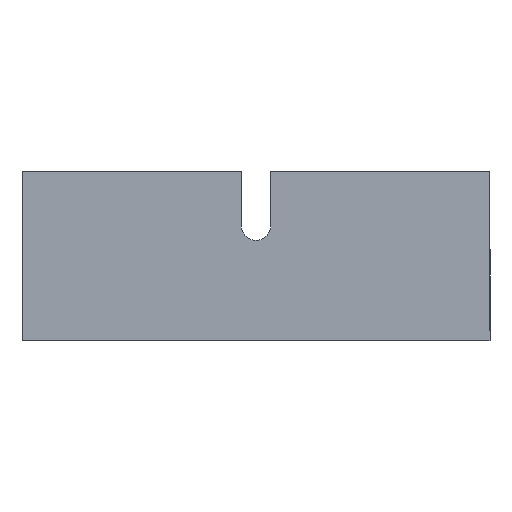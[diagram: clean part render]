
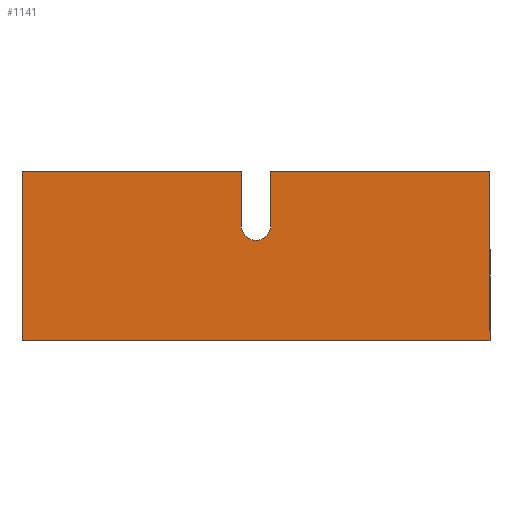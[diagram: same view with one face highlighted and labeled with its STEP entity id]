
A CAD part, front view. The second image highlights one B-rep face of the part: STEP entity #1141.
In plain terms, the highlighted face is planar.
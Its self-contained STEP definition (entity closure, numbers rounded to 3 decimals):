
#96 = DIRECTION ( 'NONE',  ( 0., 0., 1. ) ) ;
#149 = DIRECTION ( 'NONE',  ( 0., 1., 0. ) ) ;
#161 = EDGE_CURVE ( 'NONE', #1317, #2003, #1738, .T. ) ;
#182 = DIRECTION ( 'NONE',  ( 0., 0., 1. ) ) ;
#188 = CARTESIAN_POINT ( 'NONE',  ( -41.704, 576., 9.819 ) ) ;
#218 = CARTESIAN_POINT ( 'NONE',  ( -45., 576., 17.477 ) ) ;
#226 = VECTOR ( 'NONE', #96, 1000. ) ;
#228 = VECTOR ( 'NONE', #2196, 1000. ) ;
#240 = EDGE_CURVE ( 'NONE', #928, #755, #547, .T. ) ;
#253 = LINE ( 'NONE', #1665, #1121 ) ;
#256 = DIRECTION ( 'NONE',  ( 0., -1., 0. ) ) ;
#263 = FACE_OUTER_BOUND ( 'NONE', #2080, .T. ) ;
#429 = CARTESIAN_POINT ( 'NONE',  ( -48.296, 576., 2. ) ) ;
#439 = DIRECTION ( 'NONE',  ( -1., 0., 0. ) ) ;
#547 = LINE ( 'NONE', #1404, #920 ) ;
#558 = CARTESIAN_POINT ( 'NONE',  ( -48.296, 576., 12. ) ) ;
#615 = CARTESIAN_POINT ( 'NONE',  ( -48.296, 576., 14.181 ) ) ;
#623 = AXIS2_PLACEMENT_3D ( 'NONE', #1366, #256, #1739 ) ;
#632 = EDGE_CURVE ( 'NONE', #1527, #1317, #2392, .T. ) ;
#695 = CARTESIAN_POINT ( 'NONE',  ( -41.704, 576., 2. ) ) ;
#707 = EDGE_CURVE ( 'NONE', #1450, #1385, #1595, .T. ) ;
#755 = VERTEX_POINT ( 'NONE', #1917 ) ;
#841 = DIRECTION ( 'NONE',  ( 0., 0., -1. ) ) ;
#873 = VERTEX_POINT ( 'NONE', #429 ) ;
#898 = ORIENTED_EDGE ( 'NONE', *, *, #1615, .F. ) ;
#920 = VECTOR ( 'NONE', #2166, 1000. ) ;
#925 = AXIS2_PLACEMENT_3D ( 'NONE', #1278, #1474, #182 ) ;
#928 = VERTEX_POINT ( 'NONE', #695 ) ;
#953 = DIRECTION ( 'NONE',  ( 1., 0., 0. ) ) ;
#1007 = ORIENTED_EDGE ( 'NONE', *, *, #1827, .F. ) ;
#1045 = DIRECTION ( 'NONE',  ( 0., 0., 1. ) ) ;
#1076 = EDGE_CURVE ( 'NONE', #1527, #873, #2421, .T. ) ;
#1090 = LINE ( 'NONE', #188, #2230 ) ;
#1121 = VECTOR ( 'NONE', #2248, 1000. ) ;
#1131 = CARTESIAN_POINT ( 'NONE',  ( -97.5, 576., 40. ) ) ;
#1141 = ADVANCED_FACE ( 'NONE', ( #263 ), #2302, .F. ) ;
#1165 = CARTESIAN_POINT ( 'NONE',  ( -97.5, 576., 2. ) ) ;
#1278 = CARTESIAN_POINT ( 'NONE',  ( -45., 576., 14.181 ) ) ;
#1315 = CARTESIAN_POINT ( 'NONE',  ( 8., 576., 2. ) ) ;
#1317 = VERTEX_POINT ( 'NONE', #218 ) ;
#1366 = CARTESIAN_POINT ( 'NONE',  ( 8., 576., 12. ) ) ;
#1385 = VERTEX_POINT ( 'NONE', #1131 ) ;
#1391 = ORIENTED_EDGE ( 'NONE', *, *, #1076, .T. ) ;
#1404 = CARTESIAN_POINT ( 'NONE',  ( 8., 576., 2. ) ) ;
#1434 = CARTESIAN_POINT ( 'NONE',  ( -41.704, 576., 14.181 ) ) ;
#1450 = VERTEX_POINT ( 'NONE', #1775 ) ;
#1466 = VECTOR ( 'NONE', #439, 1000. ) ;
#1474 = DIRECTION ( 'NONE',  ( 0., 1., 0. ) ) ;
#1527 = VERTEX_POINT ( 'NONE', #615 ) ;
#1563 = ORIENTED_EDGE ( 'NONE', *, *, #161, .F. ) ;
#1588 = CARTESIAN_POINT ( 'NONE',  ( 13., 576., 40. ) ) ;
#1595 = LINE ( 'NONE', #1588, #1466 ) ;
#1615 = EDGE_CURVE ( 'NONE', #755, #1450, #253, .T. ) ;
#1665 = CARTESIAN_POINT ( 'NONE',  ( 7.5, 576., -122.629 ) ) ;
#1695 = EDGE_CURVE ( 'NONE', #2412, #873, #2071, .T. ) ;
#1738 = CIRCLE ( 'NONE', #2352, 3.296 ) ;
#1739 = DIRECTION ( 'NONE',  ( 0., 0., -1. ) ) ;
#1743 = ORIENTED_EDGE ( 'NONE', *, *, #707, .F. ) ;
#1775 = CARTESIAN_POINT ( 'NONE',  ( 7.5, 576., 40. ) ) ;
#1820 = ORIENTED_EDGE ( 'NONE', *, *, #632, .F. ) ;
#1827 = EDGE_CURVE ( 'NONE', #2003, #928, #1090, .T. ) ;
#1833 = ORIENTED_EDGE ( 'NONE', *, *, #2026, .T. ) ;
#1845 = VECTOR ( 'NONE', #953, 1000. ) ;
#1868 = CARTESIAN_POINT ( 'NONE',  ( -97.5, 576., -122.629 ) ) ;
#1907 = ORIENTED_EDGE ( 'NONE', *, *, #1695, .F. ) ;
#1917 = CARTESIAN_POINT ( 'NONE',  ( 7.5, 576., 2. ) ) ;
#2003 = VERTEX_POINT ( 'NONE', #1434 ) ;
#2026 = EDGE_CURVE ( 'NONE', #2412, #1385, #2200, .T. ) ;
#2071 = LINE ( 'NONE', #1315, #1845 ) ;
#2080 = EDGE_LOOP ( 'NONE', ( #1820, #1391, #1907, #1833, #1743, #898, #2339, #1007, #1563 ) ) ;
#2166 = DIRECTION ( 'NONE',  ( 1., 0., 0. ) ) ;
#2196 = DIRECTION ( 'NONE',  ( 0., 0., -1. ) ) ;
#2200 = LINE ( 'NONE', #1868, #226 ) ;
#2230 = VECTOR ( 'NONE', #841, 1000. ) ;
#2248 = DIRECTION ( 'NONE',  ( 0., 0., 1. ) ) ;
#2302 = PLANE ( 'NONE',  #623 ) ;
#2339 = ORIENTED_EDGE ( 'NONE', *, *, #240, .F. ) ;
#2352 = AXIS2_PLACEMENT_3D ( 'NONE', #2359, #149, #1045 ) ;
#2359 = CARTESIAN_POINT ( 'NONE',  ( -45., 576., 14.181 ) ) ;
#2392 = CIRCLE ( 'NONE', #925, 3.296 ) ;
#2412 = VERTEX_POINT ( 'NONE', #1165 ) ;
#2421 = LINE ( 'NONE', #558, #228 ) ;
